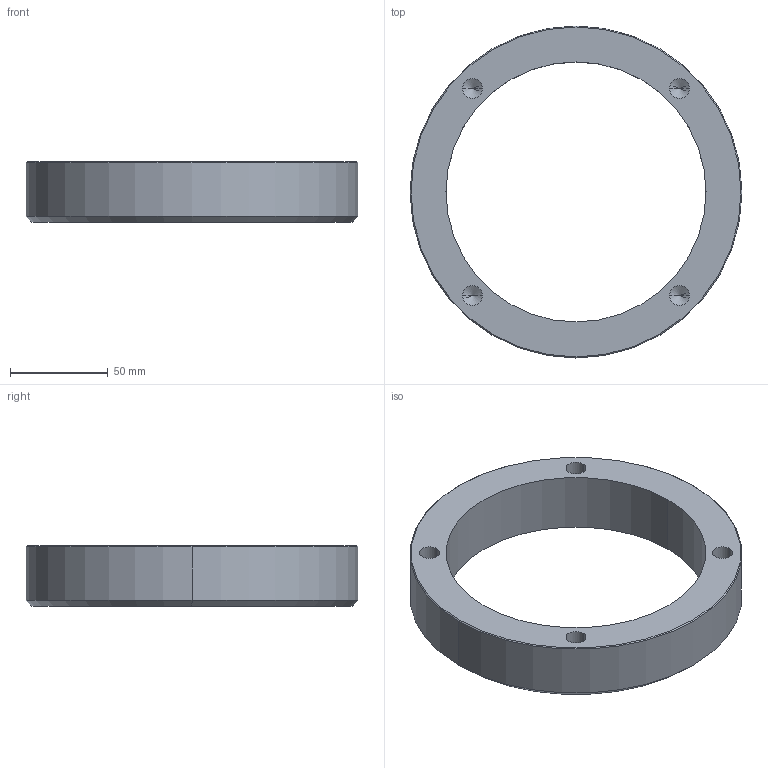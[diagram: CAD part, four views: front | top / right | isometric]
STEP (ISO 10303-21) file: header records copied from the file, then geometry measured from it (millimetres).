
FILE_DESCRIPTION (( 'STEP AP203' ), '1' );
FILE_NAME ('3996-60-25_REV_.step', '2026-02-21T22:18:03', ( '' ), ( '' ), 'SwSTEP 2.0', 'SolidWorks 2025', '' );
FILE_SCHEMA (( 'CONFIG_CONTROL_DESIGN' ));
Length unit declared in the file: millimetre
Products named in the file (1): 3996-60-25_REV_
Bounding box: 170 x 170 x 31 mm (x, y, z)
Volume: 261695.5 mm3; surface area: 48822.4 mm2
Topology: 1 solids, 1 shells, 26 faces, 60 edges, 32 vertices
Faces by surface type: cone 12, cylinder 12, plane 2
Entity records: 761 total; most frequent: DIRECTION 134, CARTESIAN_POINT 111, ORIENTED_EDGE 104, AXIS2_PLACEMENT_3D 55, EDGE_CURVE 52, EDGE_LOOP 32, VERTEX_POINT 32, CIRCLE 28
